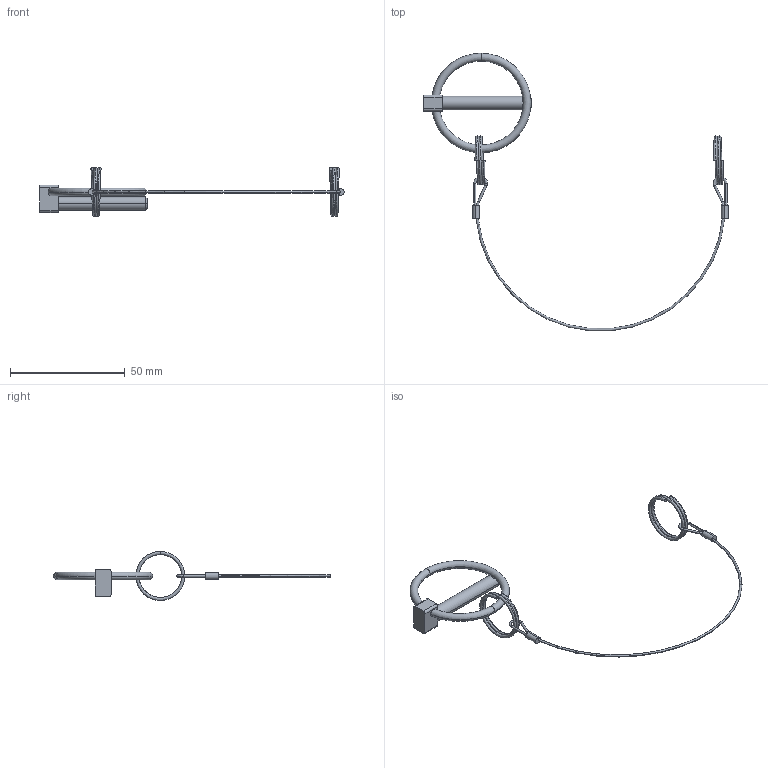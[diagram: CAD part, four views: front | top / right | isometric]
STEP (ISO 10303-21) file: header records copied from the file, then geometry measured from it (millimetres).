
FILE_DESCRIPTION (( 'STEP AP203' ), '1' );
FILE_NAME ('T28380.STEP', '2018-07-19T07:48:22', ( '' ), ( '' ), 'SwSTEP 2.0', 'SolidWorks 2016', '' );
FILE_SCHEMA (( 'CONFIG_CONTROL_DESIGN' ));
Length unit declared in the file: millimetre
Products named in the file (4): S2605_Default2; S1426; T21000; T28380
Assembly tree (4 placements, depth 2):
  T28380
    S2605_Default2
    T21000
    S1426  x2
Bounding box: 132.75 x 121 x 21.4 mm (x, y, z)
Volume: 3476.4 mm3; surface area: 4348.6 mm2
Topology: 4 solids, 4 shells, 57 faces, 122 edges, 76 vertices
Faces by surface type: torus 18, cylinder 18, plane 15, bspline 4, cone 2
Entity records: 2464 total; most frequent: CARTESIAN_POINT 820, DIRECTION 288, ORIENTED_EDGE 232, AXIS2_PLACEMENT_3D 128, EDGE_CURVE 116, VERTEX_POINT 72, CIRCLE 70, EDGE_LOOP 62
